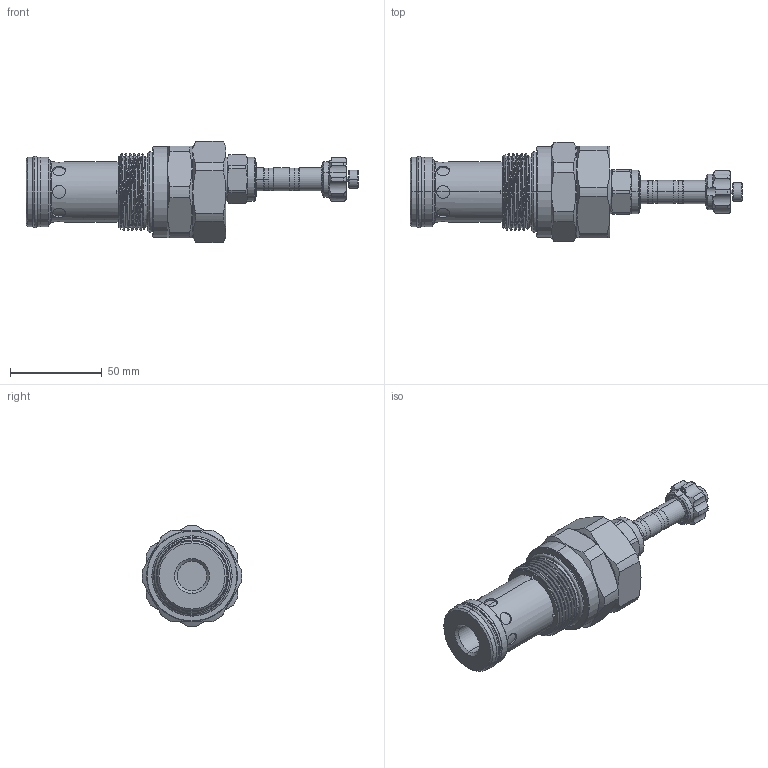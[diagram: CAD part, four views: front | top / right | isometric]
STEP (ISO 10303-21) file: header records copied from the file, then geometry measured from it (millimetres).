
FILE_DESCRIPTION (( 'STEP AP203' ), '1' );
FILE_NAME ('EP04E2A04P05.STEP', '2020-03-31T08:16:54', ( '' ), ( '' ), 'SwSTEP 2.0', 'SolidWorks 2018', '' );
FILE_SCHEMA (( 'CONFIG_CONTROL_DESIGN' ));
Length unit declared in the file: millimetre
Products named in the file (1): EP04E2A04P05
Bounding box: 181 x 54.46 x 55.08 mm (x, y, z)
Volume: 163122.9 mm3; surface area: 36696.9 mm2
Topology: 13 solids, 13 shells, 532 faces, 1281 edges, 798 vertices
Faces by surface type: cylinder 267, cone 120, plane 84, torus 48, bspline 13
Entity records: 28106 total; most frequent: CARTESIAN_POINT 16134, ORIENTED_EDGE 2562, DIRECTION 2470, EDGE_CURVE 1281, AXIS2_PLACEMENT_3D 1034, VERTEX_POINT 798, EDGE_LOOP 579, FACE_OUTER_BOUND 532
